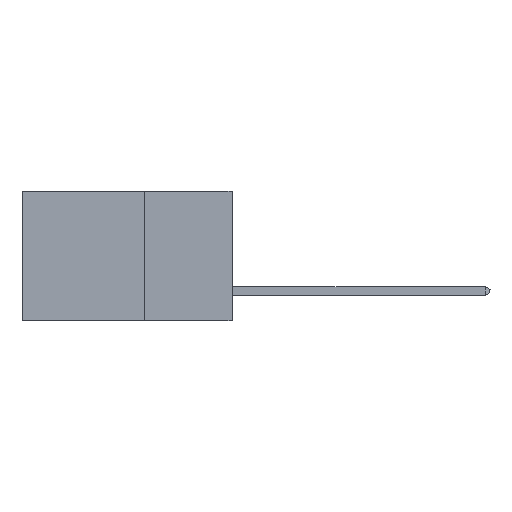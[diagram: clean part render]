
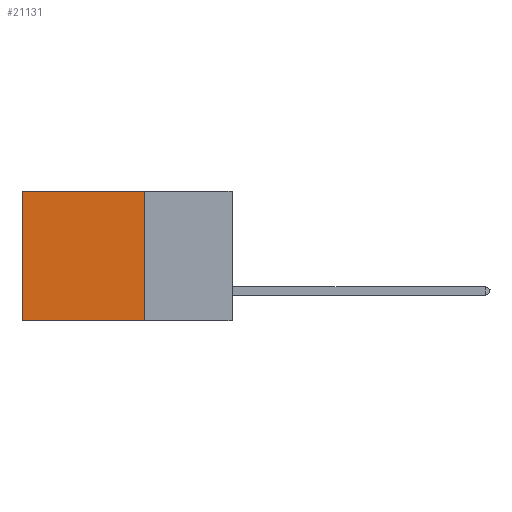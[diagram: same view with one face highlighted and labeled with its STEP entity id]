
A CAD part, left-side view. The second image highlights one B-rep face of the part: STEP entity #21131.
In plain terms, the highlighted planar face has unit normal (-1, 0, 0).
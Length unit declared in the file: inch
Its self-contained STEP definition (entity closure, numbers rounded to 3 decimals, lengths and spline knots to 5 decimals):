
#1790 = AXIS2_PLACEMENT_3D ( 'NONE', #34420, #27428, #5379 ) ;
#1853 = VECTOR ( 'NONE', #6066, 39.37008 ) ;
#5264 = ORIENTED_EDGE ( 'NONE', *, *, #46680, .F. ) ;
#5379 = DIRECTION ( 'NONE',  ( 0., 0., -1. ) ) ;
#5403 = VERTEX_POINT ( 'NONE', #36243 ) ;
#6066 = DIRECTION ( 'NONE',  ( 0., 1., 0. ) ) ;
#6653 = LINE ( 'NONE', #37001, #41533 ) ;
#7608 = CARTESIAN_POINT ( 'NONE',  ( 0.2875, 0.6, 0. ) ) ;
#7769 = VECTOR ( 'NONE', #37530, 39.37008 ) ;
#8705 = LINE ( 'NONE', #9599, #1853 ) ;
#9599 = CARTESIAN_POINT ( 'NONE',  ( 0.2875, 0.25, -0.37 ) ) ;
#15144 = EDGE_CURVE ( 'NONE', #37929, #15241, #15230, .T. ) ;
#15188 = EDGE_LOOP ( 'NONE', ( #31809, #5264, #37297, #24425 ) ) ;
#15230 = LINE ( 'NONE', #41677, #7769 ) ;
#15233 = CARTESIAN_POINT ( 'NONE',  ( 0.2875, 0.6, -0.37 ) ) ;
#15241 = VERTEX_POINT ( 'NONE', #15233 ) ;
#18463 = EDGE_CURVE ( 'NONE', #39643, #37929, #25359, .T. ) ;
#19897 = CARTESIAN_POINT ( 'NONE',  ( 0.2875, 0.25, 0. ) ) ;
#20462 = CARTESIAN_POINT ( 'NONE',  ( 0.2875, 0.25, 0. ) ) ;
#21131 = ADVANCED_FACE ( 'NONE', ( #36692 ), #30755, .F. ) ;
#24425 = ORIENTED_EDGE ( 'NONE', *, *, #18463, .T. ) ;
#25359 = LINE ( 'NONE', #20462, #44718 ) ;
#27428 = DIRECTION ( 'NONE',  ( 1., 0., 0. ) ) ;
#28472 = DIRECTION ( 'NONE',  ( 0., 1., 0. ) ) ;
#30755 = PLANE ( 'NONE',  #1790 ) ;
#31809 = ORIENTED_EDGE ( 'NONE', *, *, #15144, .T. ) ;
#33488 = DIRECTION ( 'NONE',  ( 0., 0., -1. ) ) ;
#34420 = CARTESIAN_POINT ( 'NONE',  ( 0.2875, 0.25, 0. ) ) ;
#36243 = CARTESIAN_POINT ( 'NONE',  ( 0.2875, 0.25, -0.37 ) ) ;
#36692 = FACE_OUTER_BOUND ( 'NONE', #15188, .T. ) ;
#37001 = CARTESIAN_POINT ( 'NONE',  ( 0.2875, 0.25, 0. ) ) ;
#37297 = ORIENTED_EDGE ( 'NONE', *, *, #40774, .F. ) ;
#37530 = DIRECTION ( 'NONE',  ( 0., 0., -1. ) ) ;
#37929 = VERTEX_POINT ( 'NONE', #7608 ) ;
#39643 = VERTEX_POINT ( 'NONE', #19897 ) ;
#40774 = EDGE_CURVE ( 'NONE', #39643, #5403, #6653, .T. ) ;
#41533 = VECTOR ( 'NONE', #33488, 39.37008 ) ;
#41677 = CARTESIAN_POINT ( 'NONE',  ( 0.2875, 0.6, 0. ) ) ;
#44718 = VECTOR ( 'NONE', #28472, 39.37008 ) ;
#46680 = EDGE_CURVE ( 'NONE', #5403, #15241, #8705, .T. ) ;
